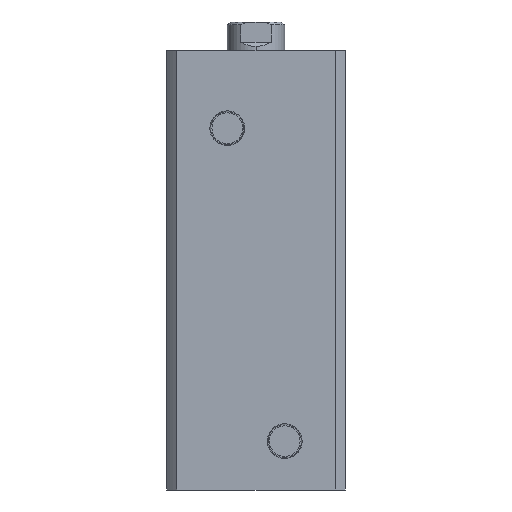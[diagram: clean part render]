
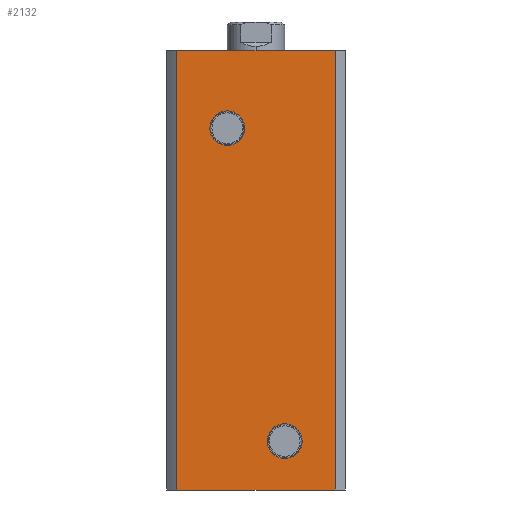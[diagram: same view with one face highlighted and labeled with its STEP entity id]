
A CAD part, left-side view. The second image highlights one B-rep face of the part: STEP entity #2132.
In plain terms, the highlighted planar face has unit normal (-1, 0, 0).
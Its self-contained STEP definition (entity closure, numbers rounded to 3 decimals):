
#20 = CIRCLE ( 'NONE', #1198, 6.06 ) ;
#239 = CIRCLE ( 'NONE', #987, 6.06 ) ;
#281 = LINE ( 'NONE', #1421, #284 ) ;
#284 = VECTOR ( 'NONE', #1423, 1000. ) ;
#301 = LINE ( 'NONE', #1442, #306 ) ;
#305 = LINE ( 'NONE', #1450, #313 ) ;
#306 = VECTOR ( 'NONE', #1447, 1000. ) ;
#313 = VECTOR ( 'NONE', #1457, 1000. ) ;
#403 = CIRCLE ( 'NONE', #1018, 6.06 ) ;
#415 = LINE ( 'NONE', #1569, #420 ) ;
#420 = VECTOR ( 'NONE', #1589, 1000. ) ;
#575 = FACE_BOUND ( 'NONE', #2723, .T. ) ;
#579 = FACE_OUTER_BOUND ( 'NONE', #2683, .T. ) ;
#583 = FACE_BOUND ( 'NONE', #2687, .T. ) ;
#700 = CIRCLE ( 'NONE', #1170, 6.06 ) ;
#794 = EDGE_CURVE ( 'NONE', #2614, #2613, #239, .T. ) ;
#850 = EDGE_CURVE ( 'NONE', #2516, #2584, #281, .T. ) ;
#862 = EDGE_CURVE ( 'NONE', #2531, #2500, #301, .T. ) ;
#866 = EDGE_CURVE ( 'NONE', #2584, #2500, #305, .T. ) ;
#921 = EDGE_CURVE ( 'NONE', #2605, #2606, #403, .T. ) ;
#926 = EDGE_CURVE ( 'NONE', #2516, #2531, #415, .T. ) ;
#987 = AXIS2_PLACEMENT_3D ( 'NONE', #1323, #1324, #1325 ) ;
#1018 = AXIS2_PLACEMENT_3D ( 'NONE', #1580, #1581, #1582 ) ;
#1096 = AXIS2_PLACEMENT_3D ( 'NONE', #2984, #2982, #2988 ) ;
#1170 = AXIS2_PLACEMENT_3D ( 'NONE', #3265, #3266, #3267 ) ;
#1198 = AXIS2_PLACEMENT_3D ( 'NONE', #1963, #1964, #1965 ) ;
#1323 = CARTESIAN_POINT ( 'NONE',  ( -31., 10., 126. ) ) ;
#1324 = DIRECTION ( 'NONE',  ( -1., 0., 0. ) ) ;
#1325 = DIRECTION ( 'NONE',  ( 0., 0., 1. ) ) ;
#1421 = CARTESIAN_POINT ( 'NONE',  ( -31., 27.591, 153. ) ) ;
#1423 = DIRECTION ( 'NONE',  ( 0., 0., -1. ) ) ;
#1442 = CARTESIAN_POINT ( 'NONE',  ( -31., -27.591, 153. ) ) ;
#1447 = DIRECTION ( 'NONE',  ( 0., 0., -1. ) ) ;
#1450 = CARTESIAN_POINT ( 'NONE',  ( -31., 0., 0. ) ) ;
#1457 = DIRECTION ( 'NONE',  ( 0., -1., 0. ) ) ;
#1569 = CARTESIAN_POINT ( 'NONE',  ( -31., 0., 153. ) ) ;
#1580 = CARTESIAN_POINT ( 'NONE',  ( -31., -10., 17. ) ) ;
#1581 = DIRECTION ( 'NONE',  ( -1., 0., 0. ) ) ;
#1582 = DIRECTION ( 'NONE',  ( 0., 0., 1. ) ) ;
#1589 = DIRECTION ( 'NONE',  ( 0., -1., 0. ) ) ;
#1728 = CARTESIAN_POINT ( 'NONE',  ( -31., 27.591, 0. ) ) ;
#1749 = CARTESIAN_POINT ( 'NONE',  ( -31., -10., 23.06 ) ) ;
#1750 = CARTESIAN_POINT ( 'NONE',  ( -31., -10., 10.94 ) ) ;
#1757 = CARTESIAN_POINT ( 'NONE',  ( -31., 10., 132.06 ) ) ;
#1758 = CARTESIAN_POINT ( 'NONE',  ( -31., 10., 119.94 ) ) ;
#1963 = CARTESIAN_POINT ( 'NONE',  ( -31., -10., 17. ) ) ;
#1964 = DIRECTION ( 'NONE',  ( -1., 0., 0. ) ) ;
#1965 = DIRECTION ( 'NONE',  ( 0., 0., 1. ) ) ;
#2132 = ADVANCED_FACE ( 'NONE', ( #575, #583, #579 ), #2986, .F. ) ;
#2220 = EDGE_CURVE ( 'NONE', #2613, #2614, #700, .T. ) ;
#2241 = ORIENTED_EDGE ( 'NONE', *, *, #862, .F. ) ;
#2242 = ORIENTED_EDGE ( 'NONE', *, *, #866, .T. ) ;
#2243 = ORIENTED_EDGE ( 'NONE', *, *, #3680, .F. ) ;
#2244 = ORIENTED_EDGE ( 'NONE', *, *, #921, .F. ) ;
#2245 = ORIENTED_EDGE ( 'NONE', *, *, #794, .F. ) ;
#2246 = ORIENTED_EDGE ( 'NONE', *, *, #2220, .F. ) ;
#2500 = VERTEX_POINT ( 'NONE', #3293 ) ;
#2516 = VERTEX_POINT ( 'NONE', #3309 ) ;
#2531 = VERTEX_POINT ( 'NONE', #3324 ) ;
#2584 = VERTEX_POINT ( 'NONE', #1728 ) ;
#2605 = VERTEX_POINT ( 'NONE', #1749 ) ;
#2606 = VERTEX_POINT ( 'NONE', #1750 ) ;
#2613 = VERTEX_POINT ( 'NONE', #1757 ) ;
#2614 = VERTEX_POINT ( 'NONE', #1758 ) ;
#2683 = EDGE_LOOP ( 'NONE', ( #2242, #2241, #3630, #3646 ) ) ;
#2687 = EDGE_LOOP ( 'NONE', ( #2244, #2243 ) ) ;
#2723 = EDGE_LOOP ( 'NONE', ( #2246, #2245 ) ) ;
#2982 = DIRECTION ( 'NONE',  ( 1., 0., 0. ) ) ;
#2984 = CARTESIAN_POINT ( 'NONE',  ( -31., 0., 153. ) ) ;
#2986 = PLANE ( 'NONE',  #1096 ) ;
#2988 = DIRECTION ( 'NONE',  ( 0., 0., -1. ) ) ;
#3265 = CARTESIAN_POINT ( 'NONE',  ( -31., 10., 126. ) ) ;
#3266 = DIRECTION ( 'NONE',  ( -1., 0., 0. ) ) ;
#3267 = DIRECTION ( 'NONE',  ( 0., 0., 1. ) ) ;
#3293 = CARTESIAN_POINT ( 'NONE',  ( -31., -27.591, 0. ) ) ;
#3309 = CARTESIAN_POINT ( 'NONE',  ( -31., 27.591, 153. ) ) ;
#3324 = CARTESIAN_POINT ( 'NONE',  ( -31., -27.591, 153. ) ) ;
#3630 = ORIENTED_EDGE ( 'NONE', *, *, #926, .F. ) ;
#3646 = ORIENTED_EDGE ( 'NONE', *, *, #850, .T. ) ;
#3680 = EDGE_CURVE ( 'NONE', #2606, #2605, #20, .T. ) ;
